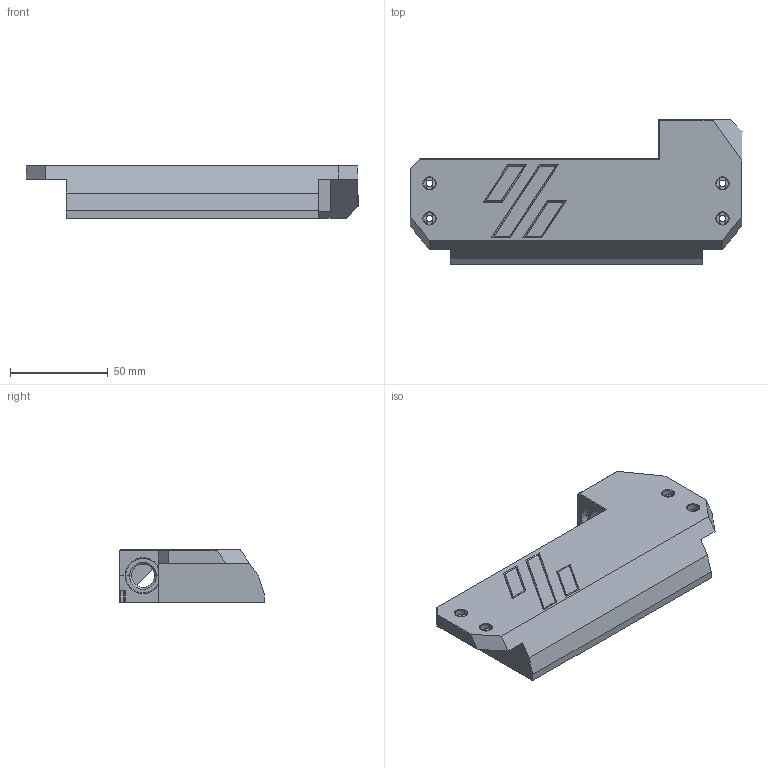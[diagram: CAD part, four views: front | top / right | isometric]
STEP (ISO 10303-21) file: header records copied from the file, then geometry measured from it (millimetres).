
FILE_DESCRIPTION(/* description */ (''),/* implementation_level */ '2;1');
FILE_NAME(/* name */ 'Lower_Z_umbilical_RGB_LED_Logo PUG.step',/* time_stamp */ '2025-10-07T11:15:20+03:00',/* author */ (''),/* organization */ (''),/* preprocessor_version */ 'ST-DEVELOPER v20.1',/* originating_system */ 'Autodesk Translation Framework v14.17.0.0',/* authorisation */ '');
FILE_SCHEMA (('AUTOMOTIVE_DESIGN { 1 0 10303 214 3 1 1 }'));
Length unit declared in the file: millimetre
Products named in the file (3): Lower_Z_umbilical_RGB_LED_Logo PUG; Z_Chain_Cable_Cover; LED_Diffuser
Assembly tree (2 placements, depth 3):
  Lower_Z_umbilical_RGB_LED_Logo PUG
    Z_Chain_Cable_Cover
      LED_Diffuser
Bounding box: 170 x 74.17 x 27 mm (x, y, z)
Volume: 90036 mm3; surface area: 46198.4 mm2
Topology: 3 solids, 3 shells, 245 faces, 667 edges, 434 vertices
Faces by surface type: plane 199, cylinder 30, cone 16
Full cylindrical faces by diameter (mm): 2.8 x2, 3.4 x6, 6 x4
Entity records: 7766 total; most frequent: CARTESIAN_POINT 1359, ORIENTED_EDGE 1334, DIRECTION 1285, EDGE_CURVE 667, LINE 541, VECTOR 541, VERTEX_POINT 434, AXIS2_PLACEMENT_3D 372
